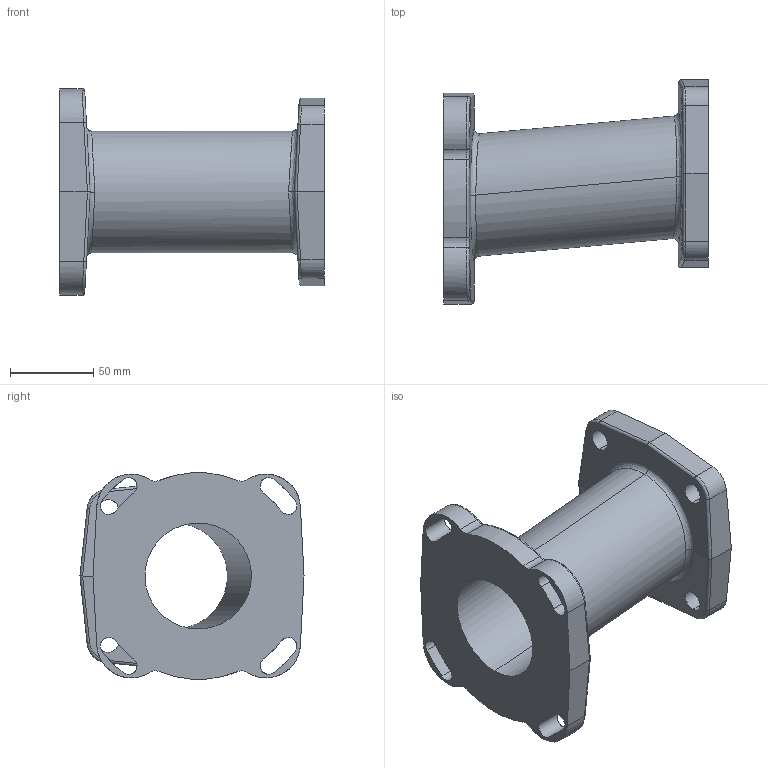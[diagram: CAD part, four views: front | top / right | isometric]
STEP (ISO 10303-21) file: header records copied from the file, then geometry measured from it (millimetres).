
FILE_DESCRIPTION((''),'2;1');
FILE_NAME('D18282','2010-09-27T',('sobri'),(''),'PRO/ENGINEER BY PARAMETRIC TECHNOLOGY CORPORATION, 2008010','PRO/ENGINEER BY PARAMETRIC TECHNOLOGY CORPORATION, 2008010','');
FILE_SCHEMA(('CONFIG_CONTROL_DESIGN'));
Length unit declared in the file: inch
Products named in the file (1): D18282
Bounding box: 158.75 x 134.26 x 123.62 mm (x, y, z)
Volume: 425322.4 mm3; surface area: 113715.1 mm2
Topology: 1 solids, 1 shells, 94 faces, 238 edges, 146 vertices
Faces by surface type: cylinder 54, bspline 22, plane 18
Entity records: 4654 total; most frequent: CARTESIAN_POINT 2528, ORIENTED_EDGE 476, DIRECTION 362, EDGE_CURVE 238, VERTEX_POINT 146, AXIS2_PLACEMENT_3D 134, EDGE_LOOP 112, VECTOR 94
